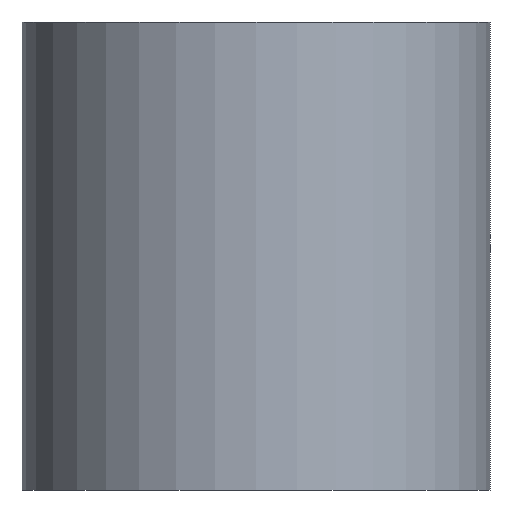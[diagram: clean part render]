
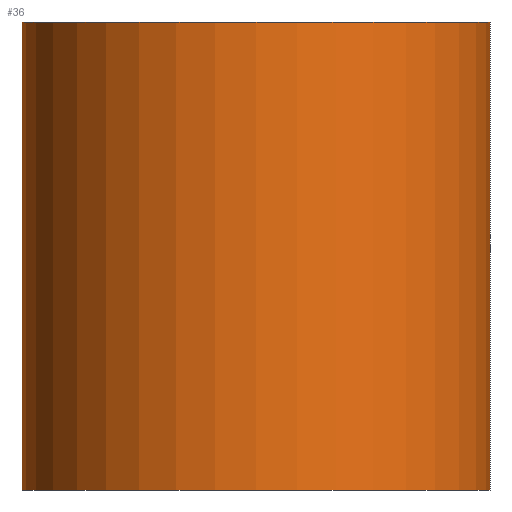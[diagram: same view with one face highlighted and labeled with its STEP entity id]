
A CAD part, front view. The second image highlights one B-rep face of the part: STEP entity #36.
In plain terms, the highlighted cylindrical face has radius 5 mm (diameter 10 mm), a full revolution.
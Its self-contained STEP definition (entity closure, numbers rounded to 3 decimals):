
#17=FACE_BOUND('',#22,.T.);
#18=FACE_OUTER_BOUND('',#21,.T.);
#21=EDGE_LOOP('',(#31));
#22=EDGE_LOOP('',(#32));
#25=CIRCLE('',#48,5.);
#26=CIRCLE('',#49,5.);
#27=VERTEX_POINT('',#66);
#28=VERTEX_POINT('',#68);
#29=EDGE_CURVE('',#27,#27,#25,.T.);
#30=EDGE_CURVE('',#28,#28,#26,.T.);
#31=ORIENTED_EDGE('',*,*,#29,.F.);
#32=ORIENTED_EDGE('',*,*,#30,.F.);
#35=CYLINDRICAL_SURFACE('',#47,5.);
#36=ADVANCED_FACE('',(#18,#17),#35,.T.);
#47=AXIS2_PLACEMENT_3D('',#65,#54,#55);
#48=AXIS2_PLACEMENT_3D('',#67,#56,#57);
#49=AXIS2_PLACEMENT_3D('',#69,#58,#59);
#54=DIRECTION('center_axis',(0.,0.,1.));
#55=DIRECTION('ref_axis',(-1.,0.,0.));
#56=DIRECTION('center_axis',(0.,0.,1.));
#57=DIRECTION('ref_axis',(-1.,0.,0.));
#58=DIRECTION('center_axis',(0.,0.,-1.));
#59=DIRECTION('ref_axis',(-1.,0.,0.));
#65=CARTESIAN_POINT('Origin',(0.,0.,0.));
#66=CARTESIAN_POINT('',(5.,0.,10.));
#67=CARTESIAN_POINT('Origin',(0.,0.,10.));
#68=CARTESIAN_POINT('',(5.,0.,0.));
#69=CARTESIAN_POINT('Origin',(0.,0.,0.));
